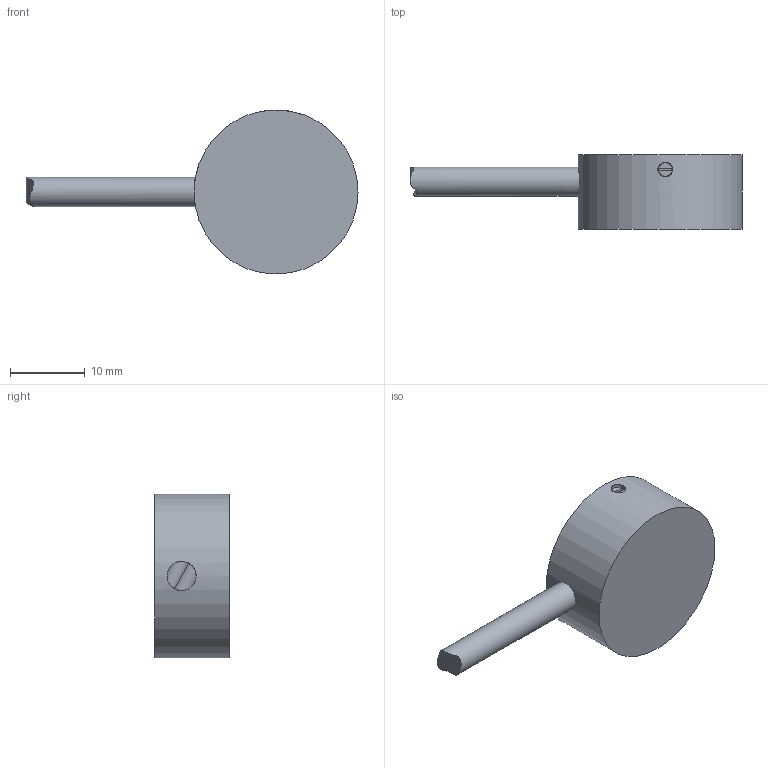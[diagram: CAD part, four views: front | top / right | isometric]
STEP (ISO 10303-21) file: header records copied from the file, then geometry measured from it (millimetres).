
FILE_DESCRIPTION(/* description */ (''),/* implementation_level */ '2;1');
FILE_NAME(/* name */ 'KA1629_Shrinkwrap_1.stp',/* time_stamp */ '2021-07-20T11:38:36+02:00',/* author */ ('Krieger Anja'),/* organization */ (''),/* preprocessor_version */ 'ST-DEVELOPER v18.1',/* originating_system */ 'Autodesk Inventor 2021',/* authorisation */ '');
FILE_SCHEMA (('AUTOMOTIVE_DESIGN { 1 0 10303 214 3 1 1 }'));
Length unit declared in the file: millimetre
Products named in the file (1): KA1629_Shrinkwrap_1
Bounding box: 44.55 x 10 x 22 mm (x, y, z)
Volume: 1636.5 mm3; surface area: 3192.5 mm2
Topology: 2 solids, 2 shells, 27 faces, 67 edges, 46 vertices
Faces by surface type: plane 17, cylinder 8, cone 2
Full cylindrical faces by diameter (mm): 1.8 x1, 2 x1, 3.9 x2, 19.8 x1, 22 x1
Entity records: 1099 total; most frequent: CARTESIAN_POINT 355, ORIENTED_EDGE 134, DIRECTION 121, EDGE_CURVE 67, VERTEX_POINT 46, AXIS2_PLACEMENT_3D 44, LINE 33, VECTOR 33
